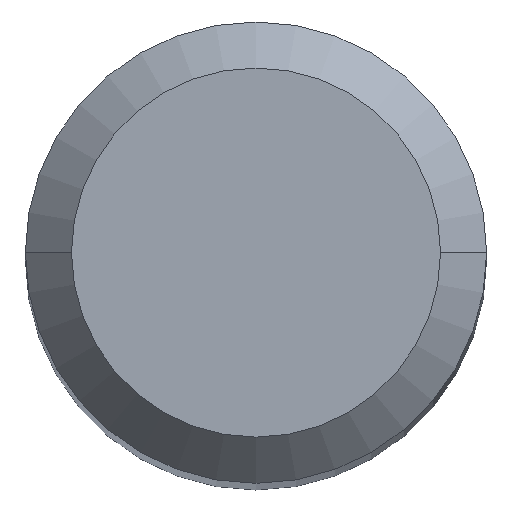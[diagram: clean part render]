
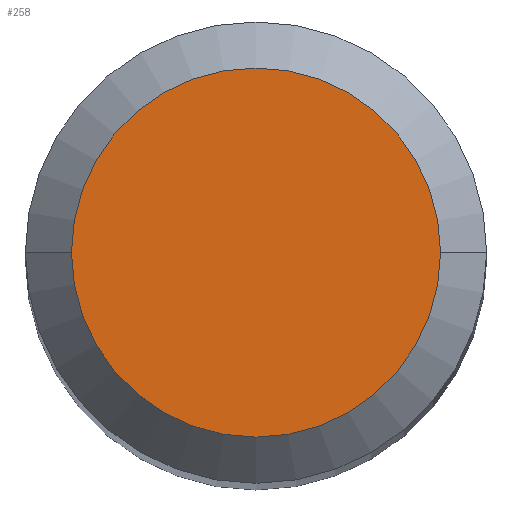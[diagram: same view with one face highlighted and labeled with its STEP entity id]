
A CAD part, top view. The second image highlights one B-rep face of the part: STEP entity #258.
In plain terms, the highlighted planar face has unit normal (0, 0, 1).
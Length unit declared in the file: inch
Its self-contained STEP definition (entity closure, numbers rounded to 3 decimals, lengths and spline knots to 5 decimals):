
#1 = CARTESIAN_POINT ( 'NONE',  ( 0., 0., 0. ) ) ;
#2 = ORIENTED_EDGE ( 'NONE', *, *, #227, .T. ) ;
#25 = PLANE ( 'NONE',  #174 ) ;
#76 = FACE_OUTER_BOUND ( 'NONE', #343, .T. ) ;
#89 = CARTESIAN_POINT ( 'NONE',  ( -0.04724, 0., 0. ) ) ;
#126 = CIRCLE ( 'NONE', #301, 0.04724 ) ;
#142 = DIRECTION ( 'NONE',  ( 0., 0., -1. ) ) ;
#174 = AXIS2_PLACEMENT_3D ( 'NONE', #1, #142, #450 ) ;
#216 = DIRECTION ( 'NONE',  ( 0., 0., 1. ) ) ;
#227 = EDGE_CURVE ( 'NONE', #425, #429, #126, .T. ) ;
#252 = DIRECTION ( 'NONE',  ( 0., 0., 1. ) ) ;
#257 = CARTESIAN_POINT ( 'NONE',  ( 0., 0., 0. ) ) ;
#258 = ADVANCED_FACE ( 'NONE', ( #76 ), #25, .F. ) ;
#265 = CARTESIAN_POINT ( 'NONE',  ( 0., 0., 0. ) ) ;
#301 = AXIS2_PLACEMENT_3D ( 'NONE', #265, #252, #419 ) ;
#311 = CIRCLE ( 'NONE', #392, 0.04724 ) ;
#343 = EDGE_LOOP ( 'NONE', ( #486, #2 ) ) ;
#350 = CARTESIAN_POINT ( 'NONE',  ( 0.04724, 0., 0. ) ) ;
#392 = AXIS2_PLACEMENT_3D ( 'NONE', #257, #216, #487 ) ;
#419 = DIRECTION ( 'NONE',  ( 1., 0., 0. ) ) ;
#425 = VERTEX_POINT ( 'NONE', #350 ) ;
#429 = VERTEX_POINT ( 'NONE', #89 ) ;
#450 = DIRECTION ( 'NONE',  ( -1., 0., 0. ) ) ;
#485 = EDGE_CURVE ( 'NONE', #429, #425, #311, .T. ) ;
#486 = ORIENTED_EDGE ( 'NONE', *, *, #485, .T. ) ;
#487 = DIRECTION ( 'NONE',  ( 1., 0., 0. ) ) ;
